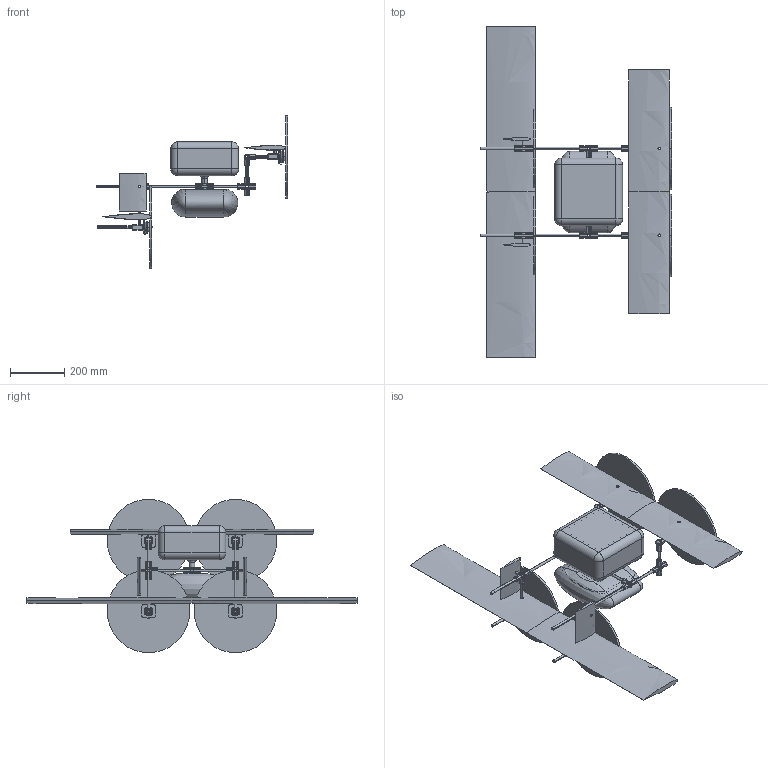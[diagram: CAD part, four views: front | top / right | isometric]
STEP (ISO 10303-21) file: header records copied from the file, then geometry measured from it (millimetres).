
FILE_DESCRIPTION((''),'2;1');
FILE_NAME('UAV_ASM','2022-11-02T19:10:19',('umesh'),(''),'CREO PARAMETRIC BY PTC INC, 2019352','CREO PARAMETRIC BY PTC INC, 2019352','');
FILE_SCHEMA(('CONFIG_CONTROL_DESIGN'));
Length unit declared in the file: millimetre
Products named in the file (60): ORIENT; MAIN_HUB; CARGO_CASE; CARGO; MID_TUBE_L; SIDE_HUB_L; FRONT_RAIL_L; FRONT_HUB_L; FRONT_RAILDWN_L; FRONT_HUBLOWER_L; FRONT_RAILLOWER_L; FRONT_FLANGE_L; FRONT_WING_TUBE_L; FRONT_LEFT_WING; FRONT_L_MOTOR; FRONT_L_PROP; REAR_RAIL_L; REAR_HUB_L; BOTTOM_LEG_L; RUDDER_TUBE_L; LEFT_RUDDER; VERTICAL_L; REAR_LEFT_WING; REAR_FLANGE_L; REAR_L_MOTOR; REAR_L_PROP; TOP_LEG_L; FUSELAGE; BATTERY_2; GPS; VOLTAGE; BATTERY_1; CURRENT; VARIOMETER; AUTOPILOT; RPMTEMP; MID_TUBE_R; SIDE_HUB_R; REAR_RAIL_R; REAR_HUB_R ...
Assembly tree (59 placements, depth 2):
  UAV_ASM
    ORIENT
    MAIN_HUB
    CARGO_CASE
    CARGO
    MID_TUBE_L
    SIDE_HUB_L
    FRONT_RAIL_L
    FRONT_HUB_L
    FRONT_RAILDWN_L
    FRONT_HUBLOWER_L
    FRONT_RAILLOWER_L
    FRONT_FLANGE_L
    FRONT_WING_TUBE_L
    FRONT_LEFT_WING
    FRONT_L_MOTOR
    FRONT_L_PROP
    REAR_RAIL_L
    REAR_HUB_L
    BOTTOM_LEG_L
    RUDDER_TUBE_L
    LEFT_RUDDER
    VERTICAL_L
    REAR_LEFT_WING
    REAR_FLANGE_L
    REAR_L_MOTOR
    REAR_L_PROP
    TOP_LEG_L
    FUSELAGE
    BATTERY_2
    GPS
    VOLTAGE
    BATTERY_1
    CURRENT
    VARIOMETER
    AUTOPILOT
    RPMTEMP
    MID_TUBE_R
    SIDE_HUB_R
    REAR_RAIL_R
    REAR_HUB_R
    RUDDER_TUBE_R
    RIGHT_RUDDER
    VERTICAL_R
    REAR_RIGHT_WING
    REAR_FLANGE_R
    TOP_LEG_R
    REAR_R_MOTOR
    REAR_R_PROP
    BOTTOM_LEG_R
    FRONT_RAIL_R
    FRONT_HUB_R
    FRONT_RAILDWN_R
    FRONT_HUBLOWER_R
    FRONT_RAILLOWER_R
    FRONT_FLANGE_R
    FRONT_R_MOTOR
    FRONT_R_PROP
    FRONT_WING_TUBE_R
    FRONT_RIGHT_WING
Bounding box: 707.26 x 1218 x 565.12 mm (x, y, z)
Volume: 15730336.4 mm3; surface area: 2854633.8 mm2
Topology: 70 solids, 79 shells, 1311 faces, 3014 edges, 1894 vertices
Faces by surface type: cylinder 624, plane 544, sphere 88, torus 18, cone 16, bspline 12, revolution 6, extrusion 3
Entity records: 42852 total; most frequent: CARTESIAN_POINT 11595, DIRECTION 6603, ORIENTED_EDGE 6012, EDGE_CURVE 3006, AXIS2_PLACEMENT_3D 2450, VERTEX_POINT 1894, VECTOR 1697, LINE 1694
